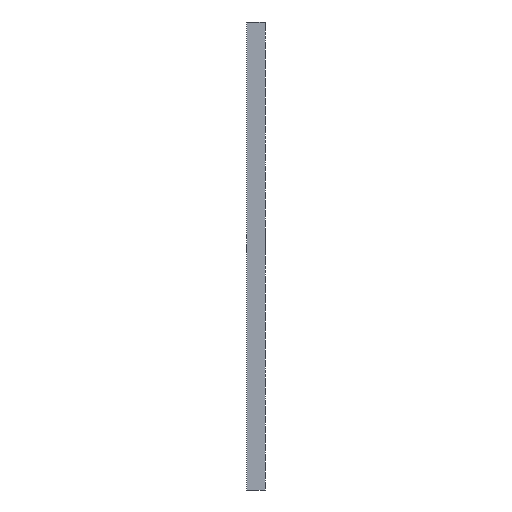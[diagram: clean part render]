
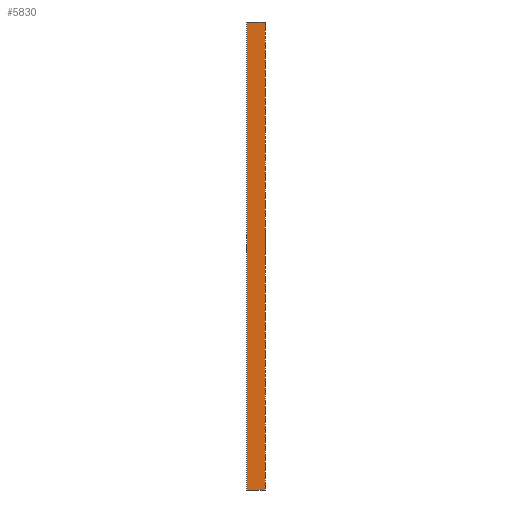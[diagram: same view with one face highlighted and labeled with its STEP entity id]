
A CAD part, left-side view. The second image highlights one B-rep face of the part: STEP entity #5830.
In plain terms, the highlighted planar face has unit normal (-1, 0, 0).
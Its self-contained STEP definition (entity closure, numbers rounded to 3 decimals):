
#4 = AXIS2_PLACEMENT_3D ( 'NONE', #1587, #1592, #1593 ) ;
#157 = FACE_OUTER_BOUND ( 'NONE', #5233, .T. ) ;
#515 = EDGE_CURVE ( 'NONE', #1102, #3083, #5307, .T. ) ;
#522 = EDGE_CURVE ( 'NONE', #3083, #3733, #5317, .T. ) ;
#551 = DIRECTION ( 'NONE',  ( 0., 0., -1. ) ) ;
#557 = CARTESIAN_POINT ( 'NONE',  ( -0.8, 79., 1000. ) ) ;
#621 = DIRECTION ( 'NONE',  ( 0., 0., 1. ) ) ;
#626 = CARTESIAN_POINT ( 'NONE',  ( -0.8, 0., 1000. ) ) ;
#631 = DIRECTION ( 'NONE',  ( 0., -1., 0. ) ) ;
#636 = CARTESIAN_POINT ( 'NONE',  ( -0.8, 79., -1000. ) ) ;
#661 = EDGE_CURVE ( 'NONE', #3754, #1102, #6875, .T. ) ;
#1102 = VERTEX_POINT ( 'NONE', #4842 ) ;
#1358 = EDGE_CURVE ( 'NONE', #3754, #3733, #4295, .T. ) ;
#1587 = CARTESIAN_POINT ( 'NONE',  ( -0.8, 79., 1000. ) ) ;
#1589 = PLANE ( 'NONE',  #4 ) ;
#1592 = DIRECTION ( 'NONE',  ( 1., 0., 0. ) ) ;
#1593 = DIRECTION ( 'NONE',  ( 0., 1., 0. ) ) ;
#3083 = VERTEX_POINT ( 'NONE', #4598 ) ;
#3733 = VERTEX_POINT ( 'NONE', #4637 ) ;
#3754 = VERTEX_POINT ( 'NONE', #4658 ) ;
#4295 = LINE ( 'NONE', #4958, #4297 ) ;
#4297 = VECTOR ( 'NONE', #4959, 1000. ) ;
#4598 = CARTESIAN_POINT ( 'NONE',  ( -0.8, 0., -1000. ) ) ;
#4637 = CARTESIAN_POINT ( 'NONE',  ( -0.8, 0., 1000. ) ) ;
#4658 = CARTESIAN_POINT ( 'NONE',  ( -0.8, 79., 1000. ) ) ;
#4842 = CARTESIAN_POINT ( 'NONE',  ( -0.8, 79., -1000. ) ) ;
#4958 = CARTESIAN_POINT ( 'NONE',  ( -0.8, 79., 1000. ) ) ;
#4959 = DIRECTION ( 'NONE',  ( 0., -1., 0. ) ) ;
#5233 = EDGE_LOOP ( 'NONE', ( #7343, #7342, #7341, #7339 ) ) ;
#5307 = LINE ( 'NONE', #636, #5312 ) ;
#5312 = VECTOR ( 'NONE', #631, 1000. ) ;
#5317 = LINE ( 'NONE', #626, #5322 ) ;
#5322 = VECTOR ( 'NONE', #621, 1000. ) ;
#5830 = ADVANCED_FACE ( 'NONE', ( #157 ), #1589, .F. ) ;
#6875 = LINE ( 'NONE', #557, #6876 ) ;
#6876 = VECTOR ( 'NONE', #551, 1000. ) ;
#7339 = ORIENTED_EDGE ( 'NONE', *, *, #661, .T. ) ;
#7341 = ORIENTED_EDGE ( 'NONE', *, *, #1358, .F. ) ;
#7342 = ORIENTED_EDGE ( 'NONE', *, *, #522, .T. ) ;
#7343 = ORIENTED_EDGE ( 'NONE', *, *, #515, .T. ) ;
